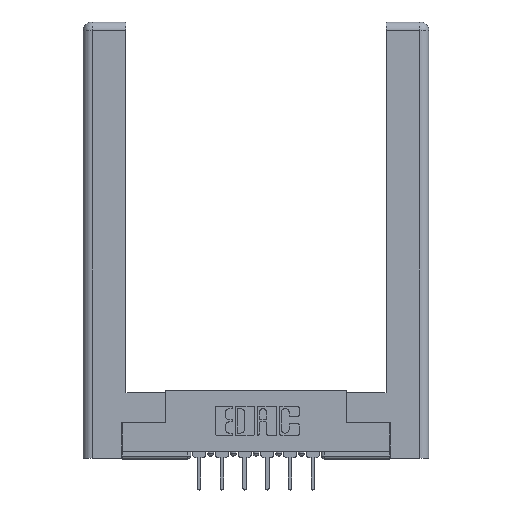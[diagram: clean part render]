
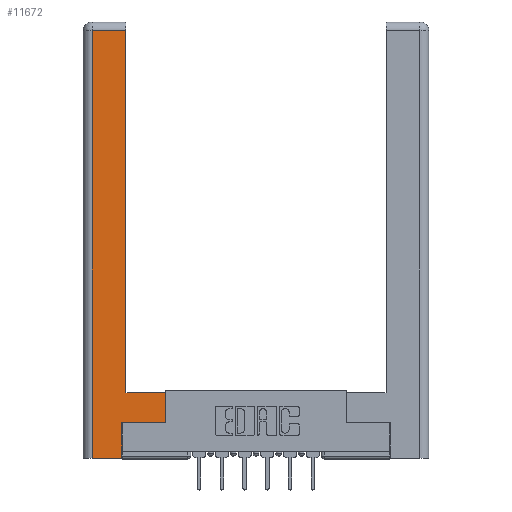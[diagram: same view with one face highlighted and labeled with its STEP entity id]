
A CAD part, top view. The second image highlights one B-rep face of the part: STEP entity #11672.
In plain terms, the highlighted planar face has unit normal (0, 0, 1).
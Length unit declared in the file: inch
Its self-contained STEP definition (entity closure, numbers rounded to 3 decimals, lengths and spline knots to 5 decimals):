
#56 = DIRECTION ( 'NONE',  ( -1., 0., 0. ) ) ;
#369 = DIRECTION ( 'NONE',  ( 0., 1., 0. ) ) ;
#511 = EDGE_CURVE ( 'NONE', #10871, #2583, #8957, .T. ) ;
#676 = CARTESIAN_POINT ( 'NONE',  ( 0.0615, 2.94, 0. ) ) ;
#813 = LINE ( 'NONE', #4639, #8519 ) ;
#891 = ORIENTED_EDGE ( 'NONE', *, *, #11837, .T. ) ;
#991 = CARTESIAN_POINT ( 'NONE',  ( 0.295, 2.94, 0. ) ) ;
#1215 = CARTESIAN_POINT ( 'NONE',  ( 0.295, 3., 0. ) ) ;
#1691 = VERTEX_POINT ( 'NONE', #2438 ) ;
#1770 = VECTOR ( 'NONE', #369, 39.37008 ) ;
#2158 = LINE ( 'NONE', #1215, #9713 ) ;
#2438 = CARTESIAN_POINT ( 'NONE',  ( 0.265, 0.245, 0. ) ) ;
#2583 = VERTEX_POINT ( 'NONE', #5112 ) ;
#2944 = ORIENTED_EDGE ( 'NONE', *, *, #3818, .T. ) ;
#3129 = CARTESIAN_POINT ( 'NONE',  ( 0.0615, 0., 0. ) ) ;
#3533 = DIRECTION ( 'NONE',  ( 0., 1., 0. ) ) ;
#3818 = EDGE_CURVE ( 'NONE', #8174, #4280, #813, .T. ) ;
#3856 = VECTOR ( 'NONE', #9626, 39.37008 ) ;
#3911 = EDGE_CURVE ( 'NONE', #2583, #9885, #7770, .T. ) ;
#4117 = AXIS2_PLACEMENT_3D ( 'NONE', #11264, #5563, #7506 ) ;
#4280 = VERTEX_POINT ( 'NONE', #676 ) ;
#4639 = CARTESIAN_POINT ( 'NONE',  ( 0.0615, 2.94, 0. ) ) ;
#4807 = LINE ( 'NONE', #10573, #6125 ) ;
#4966 = ORIENTED_EDGE ( 'NONE', *, *, #8948, .T. ) ;
#5112 = CARTESIAN_POINT ( 'NONE',  ( 0.565, 0.45, 0. ) ) ;
#5435 = FACE_OUTER_BOUND ( 'NONE', #7271, .T. ) ;
#5498 = PLANE ( 'NONE',  #4117 ) ;
#5563 = DIRECTION ( 'NONE',  ( 0., 0., -1. ) ) ;
#5811 = DIRECTION ( 'NONE',  ( 0., 1., 0. ) ) ;
#5826 = CARTESIAN_POINT ( 'NONE',  ( 0.0615, 0., 0. ) ) ;
#6125 = VECTOR ( 'NONE', #8633, 39.37008 ) ;
#6237 = CARTESIAN_POINT ( 'NONE',  ( 0.265, 0., 0. ) ) ;
#6271 = VECTOR ( 'NONE', #11989, 39.37008 ) ;
#6606 = VERTEX_POINT ( 'NONE', #3129 ) ;
#6636 = ORIENTED_EDGE ( 'NONE', *, *, #3911, .T. ) ;
#6957 = ORIENTED_EDGE ( 'NONE', *, *, #11866, .T. ) ;
#7084 = CARTESIAN_POINT ( 'NONE',  ( 0.565, 0.45, 0. ) ) ;
#7230 = LINE ( 'NONE', #6237, #6271 ) ;
#7271 = EDGE_LOOP ( 'NONE', ( #891, #2944, #8937, #7550, #4966, #6957, #11271, #6636 ) ) ;
#7304 = VECTOR ( 'NONE', #56, 39.37008 ) ;
#7506 = DIRECTION ( 'NONE',  ( -1., 0., 0. ) ) ;
#7524 = CARTESIAN_POINT ( 'NONE',  ( 0.265, 0., 0. ) ) ;
#7550 = ORIENTED_EDGE ( 'NONE', *, *, #9274, .T. ) ;
#7709 = CARTESIAN_POINT ( 'NONE',  ( 0.295, 0.45, 0. ) ) ;
#7724 = CARTESIAN_POINT ( 'NONE',  ( 0.565, 0.245, 0. ) ) ;
#7770 = LINE ( 'NONE', #7709, #7304 ) ;
#8174 = VERTEX_POINT ( 'NONE', #991 ) ;
#8185 = CARTESIAN_POINT ( 'NONE',  ( 0.265, 0.245, 0. ) ) ;
#8519 = VECTOR ( 'NONE', #9458, 39.37008 ) ;
#8633 = DIRECTION ( 'NONE',  ( 1., 0., 0. ) ) ;
#8937 = ORIENTED_EDGE ( 'NONE', *, *, #9539, .T. ) ;
#8948 = EDGE_CURVE ( 'NONE', #11272, #1691, #12130, .T. ) ;
#8957 = LINE ( 'NONE', #7084, #1770 ) ;
#9274 = EDGE_CURVE ( 'NONE', #6606, #11272, #7230, .T. ) ;
#9375 = CARTESIAN_POINT ( 'NONE',  ( 0.295, 0.45, 0. ) ) ;
#9458 = DIRECTION ( 'NONE',  ( -1., 0., 0. ) ) ;
#9539 = EDGE_CURVE ( 'NONE', #4280, #6606, #9573, .T. ) ;
#9573 = LINE ( 'NONE', #5826, #3856 ) ;
#9626 = DIRECTION ( 'NONE',  ( 0., -1., 0. ) ) ;
#9713 = VECTOR ( 'NONE', #5811, 39.37008 ) ;
#9885 = VERTEX_POINT ( 'NONE', #9375 ) ;
#10250 = VECTOR ( 'NONE', #3533, 39.37008 ) ;
#10573 = CARTESIAN_POINT ( 'NONE',  ( 0.565, 0.245, 0. ) ) ;
#10871 = VERTEX_POINT ( 'NONE', #7724 ) ;
#11264 = CARTESIAN_POINT ( 'NONE',  ( 0., 0., 0. ) ) ;
#11271 = ORIENTED_EDGE ( 'NONE', *, *, #511, .T. ) ;
#11272 = VERTEX_POINT ( 'NONE', #7524 ) ;
#11672 = ADVANCED_FACE ( 'NONE', ( #5435 ), #5498, .F. ) ;
#11837 = EDGE_CURVE ( 'NONE', #9885, #8174, #2158, .T. ) ;
#11866 = EDGE_CURVE ( 'NONE', #1691, #10871, #4807, .T. ) ;
#11989 = DIRECTION ( 'NONE',  ( 1., 0., 0. ) ) ;
#12130 = LINE ( 'NONE', #8185, #10250 ) ;
